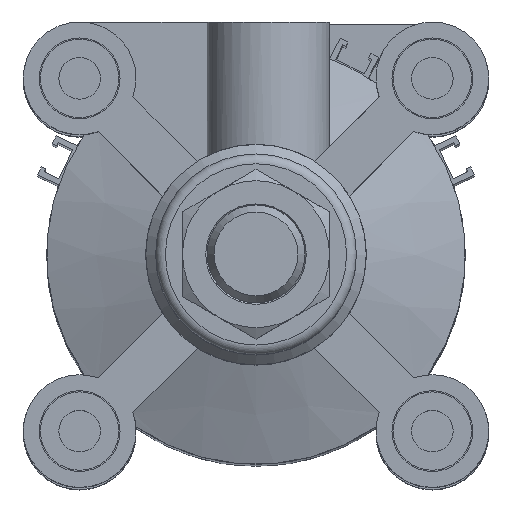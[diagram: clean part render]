
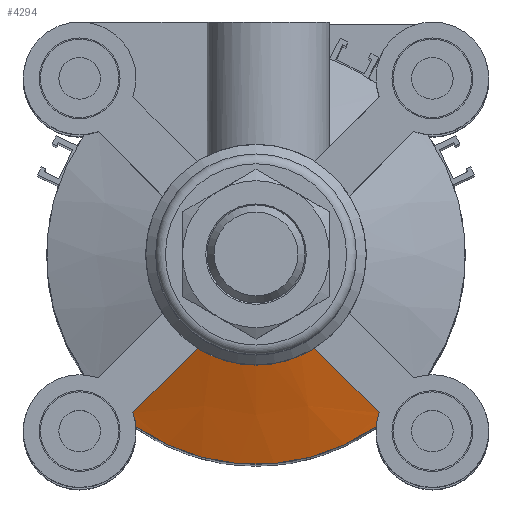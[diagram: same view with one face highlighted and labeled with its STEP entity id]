
A CAD part, top view. The second image highlights one B-rep face of the part: STEP entity #4294.
In plain terms, the highlighted conical face has half-angle 70 degrees and reference radius 32.625 mm.
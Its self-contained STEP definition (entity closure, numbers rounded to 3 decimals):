
#23=(
BOUNDED_CURVE()
B_SPLINE_CURVE(2,(#6916,#6917,#6918),.UNSPECIFIED.,.F.,.F.)
B_SPLINE_CURVE_WITH_KNOTS((3,3),(0.,1.978),.UNSPECIFIED.)
CURVE()
GEOMETRIC_REPRESENTATION_ITEM()
RATIONAL_B_SPLINE_CURVE((1.,1.046,1.))
REPRESENTATION_ITEM('')
);
#25=(
BOUNDED_CURVE()
B_SPLINE_CURVE(2,(#7028,#7029,#7030),.UNSPECIFIED.,.F.,.F.)
B_SPLINE_CURVE_WITH_KNOTS((3,3),(0.,1.978),.UNSPECIFIED.)
CURVE()
GEOMETRIC_REPRESENTATION_ITEM()
RATIONAL_B_SPLINE_CURVE((1.,1.046,1.))
REPRESENTATION_ITEM('')
);
#63=B_SPLINE_CURVE_WITH_KNOTS('',3,(#6895,#6896,#6897,#6898),
 .UNSPECIFIED.,.F.,.F.,(4,4),(0.,0.003),
 .UNSPECIFIED.);
#68=B_SPLINE_CURVE_WITH_KNOTS('',3,(#7007,#7008,#7009,#7010),
 .UNSPECIFIED.,.F.,.F.,(4,4),(0.,0.003),
 .UNSPECIFIED.);
#80=CONICAL_SURFACE('',#4719,32.625,1.222);
#280=CIRCLE('',#4649,22.5);
#317=CIRCLE('',#4720,42.75);
#1145=ORIENTED_EDGE('',*,*,#1985,.T.);
#1146=ORIENTED_EDGE('',*,*,#1921,.T.);
#1147=ORIENTED_EDGE('',*,*,#1928,.T.);
#1148=ORIENTED_EDGE('',*,*,#1907,.F.);
#1149=ORIENTED_EDGE('',*,*,#1972,.T.);
#1150=ORIENTED_EDGE('',*,*,#1964,.T.);
#1907=EDGE_CURVE('',#2404,#2405,#280,.T.);
#1921=EDGE_CURVE('',#2419,#2418,#63,.T.);
#1928=EDGE_CURVE('',#2418,#2405,#23,.T.);
#1964=EDGE_CURVE('',#2450,#2451,#68,.T.);
#1972=EDGE_CURVE('',#2404,#2450,#25,.T.);
#1985=EDGE_CURVE('',#2451,#2419,#317,.T.);
#2404=VERTEX_POINT('',#6852);
#2405=VERTEX_POINT('',#6854);
#2418=VERTEX_POINT('',#6894);
#2419=VERTEX_POINT('',#6899);
#2450=VERTEX_POINT('',#7011);
#2451=VERTEX_POINT('',#7012);
#3463=EDGE_LOOP('',(#1145,#1146,#1147,#1148,#1149,#1150));
#3821=FACE_BOUND('',#3463,.T.);
#4294=ADVANCED_FACE('',(#3821),#80,.T.);
#4649=AXIS2_PLACEMENT_3D('',#6853,#5534,#5535);
#4719=AXIS2_PLACEMENT_3D('',#7065,#5703,#5704);
#4720=AXIS2_PLACEMENT_3D('',#7066,#5705,#5706);
#5534=DIRECTION('',(0.,1.,0.));
#5535=DIRECTION('',(-1.,0.,0.));
#5703=DIRECTION('',(0.,-1.,0.));
#5704=DIRECTION('',(-1.,0.,0.));
#5705=DIRECTION('',(0.,1.,0.));
#5706=DIRECTION('',(-1.,0.,0.));
#6852=CARTESIAN_POINT('',(-19.048,15.87,-11.977));
#6853=CARTESIAN_POINT('',(0.,15.87,0.));
#6854=CARTESIAN_POINT('',(-19.048,15.87,11.977));
#6894=CARTESIAN_POINT('',(-32.213,9.187,25.142));
#6895=CARTESIAN_POINT('',(-35.003,8.5,24.543));
#6896=CARTESIAN_POINT('',(-34.056,8.765,24.626));
#6897=CARTESIAN_POINT('',(-33.126,8.996,24.823));
#6898=CARTESIAN_POINT('',(-32.213,9.187,25.142));
#6899=CARTESIAN_POINT('',(-35.003,8.5,24.543));
#6916=CARTESIAN_POINT('',(-32.213,9.187,25.142));
#6917=CARTESIAN_POINT('',(-23.723,13.524,16.651));
#6918=CARTESIAN_POINT('',(-19.048,15.87,11.977));
#7007=CARTESIAN_POINT('',(-32.213,9.187,-25.142));
#7008=CARTESIAN_POINT('',(-33.126,8.996,-24.823));
#7009=CARTESIAN_POINT('',(-34.056,8.765,-24.626));
#7010=CARTESIAN_POINT('',(-35.003,8.5,-24.543));
#7011=CARTESIAN_POINT('',(-32.213,9.187,-25.142));
#7012=CARTESIAN_POINT('',(-35.003,8.5,-24.543));
#7028=CARTESIAN_POINT('',(-19.048,15.87,-11.977));
#7029=CARTESIAN_POINT('',(-23.723,13.524,-16.651));
#7030=CARTESIAN_POINT('',(-32.213,9.187,-25.142));
#7065=CARTESIAN_POINT('',(0.,12.185,0.));
#7066=CARTESIAN_POINT('',(0.,8.5,0.));
